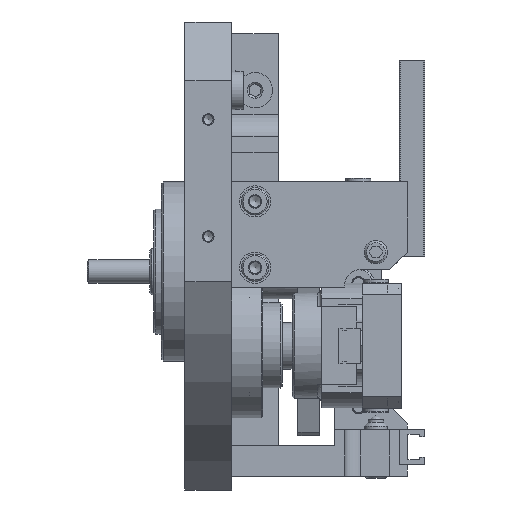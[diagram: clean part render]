
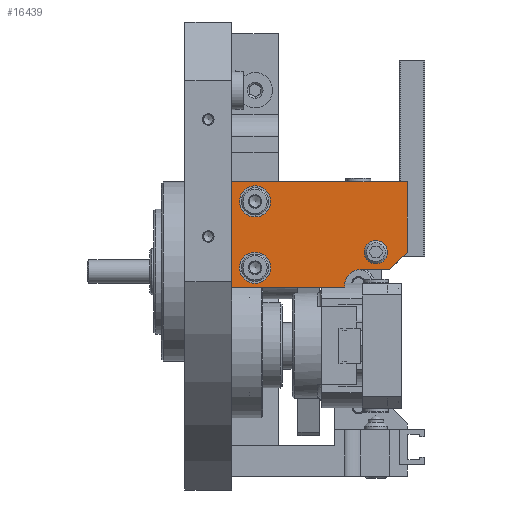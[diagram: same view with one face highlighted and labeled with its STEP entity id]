
A CAD part, front view. The second image highlights one B-rep face of the part: STEP entity #16439.
In plain terms, the highlighted face is planar.
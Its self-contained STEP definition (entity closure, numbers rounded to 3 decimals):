
#1087=PLANE('',#18965);
#1850=LINE('',#28122,#2753);
#1860=LINE('',#28150,#2763);
#1870=LINE('',#28171,#2773);
#1876=LINE('',#28195,#2779);
#1877=LINE('',#28196,#2780);
#1878=LINE('',#28197,#2781);
#1879=LINE('',#28198,#2782);
#2753=VECTOR('',#23012,1000.);
#2763=VECTOR('',#23032,1000.);
#2773=VECTOR('',#23044,1000.);
#2779=VECTOR('',#23066,1000.);
#2780=VECTOR('',#23067,1000.);
#2781=VECTOR('',#23068,1000.);
#2782=VECTOR('',#23069,1000.);
#5563=ORIENTED_EDGE('',*,*,#8320,.F.);
#5564=ORIENTED_EDGE('',*,*,#8321,.F.);
#5565=ORIENTED_EDGE('',*,*,#8322,.F.);
#5566=ORIENTED_EDGE('',*,*,#8323,.T.);
#5567=ORIENTED_EDGE('',*,*,#8324,.T.);
#5568=ORIENTED_EDGE('',*,*,#8312,.T.);
#5569=ORIENTED_EDGE('',*,*,#8325,.T.);
#5570=ORIENTED_EDGE('',*,*,#8289,.T.);
#5571=ORIENTED_EDGE('',*,*,#8326,.T.);
#5572=ORIENTED_EDGE('',*,*,#8302,.T.);
#5573=ORIENTED_EDGE('',*,*,#8327,.T.);
#8289=EDGE_CURVE('',#9991,#9990,#1850,.T.);
#8302=EDGE_CURVE('',#10004,#10002,#1860,.T.);
#8312=EDGE_CURVE('',#10009,#10013,#1870,.T.);
#8320=EDGE_CURVE('',#10019,#10019,#11236,.T.);
#8321=EDGE_CURVE('',#10020,#10020,#11237,.T.);
#8322=EDGE_CURVE('',#10021,#10021,#11238,.T.);
#8323=EDGE_CURVE('',#10022,#10023,#11239,.F.);
#8324=EDGE_CURVE('',#10023,#10009,#1876,.T.);
#8325=EDGE_CURVE('',#10013,#9991,#1877,.T.);
#8326=EDGE_CURVE('',#9990,#10004,#1878,.T.);
#8327=EDGE_CURVE('',#10002,#10022,#1879,.T.);
#9990=VERTEX_POINT('',#28121);
#9991=VERTEX_POINT('',#28123);
#10002=VERTEX_POINT('',#28148);
#10004=VERTEX_POINT('',#28151);
#10009=VERTEX_POINT('',#28162);
#10013=VERTEX_POINT('',#28170);
#10019=VERTEX_POINT('',#28187);
#10020=VERTEX_POINT('',#28189);
#10021=VERTEX_POINT('',#28191);
#10022=VERTEX_POINT('',#28193);
#10023=VERTEX_POINT('',#28194);
#11236=CIRCLE('',#18966,3.);
#11237=CIRCLE('',#18967,4.);
#11238=CIRCLE('',#18968,4.);
#11239=CIRCLE('',#18969,4.);
#12706=EDGE_LOOP('',(#5563));
#12707=EDGE_LOOP('',(#5564));
#12708=EDGE_LOOP('',(#5565));
#12709=EDGE_LOOP('',(#5566,#5567,#5568,#5569,#5570,#5571,#5572,#5573));
#14629=FACE_BOUND('',#12706,.T.);
#14630=FACE_BOUND('',#12707,.T.);
#14631=FACE_BOUND('',#12708,.T.);
#14632=FACE_BOUND('',#12709,.T.);
#16439=ADVANCED_FACE('',(#14629,#14630,#14631,#14632),#1087,.T.);
#18965=AXIS2_PLACEMENT_3D('',#28185,#23056,#23057);
#18966=AXIS2_PLACEMENT_3D('',#28186,#23058,#23059);
#18967=AXIS2_PLACEMENT_3D('',#28188,#23060,#23061);
#18968=AXIS2_PLACEMENT_3D('',#28190,#23062,#23063);
#18969=AXIS2_PLACEMENT_3D('',#28192,#23064,#23065);
#23012=DIRECTION('',(0.,-1.,0.));
#23032=DIRECTION('',(0.,1.,0.));
#23044=DIRECTION('',(0.,0.707,0.707));
#23056=DIRECTION('',(1.,0.,0.));
#23057=DIRECTION('',(0.,0.,-1.));
#23058=DIRECTION('',(1.,0.,0.));
#23059=DIRECTION('',(0.,0.,-1.));
#23060=DIRECTION('',(1.,0.,0.));
#23061=DIRECTION('',(0.,0.,-1.));
#23062=DIRECTION('',(1.,0.,0.));
#23063=DIRECTION('',(0.,0.,-1.));
#23064=DIRECTION('',(1.,0.,0.));
#23065=DIRECTION('',(0.,0.,-1.));
#23066=DIRECTION('',(0.,1.,0.));
#23067=DIRECTION('',(0.,0.,1.));
#23068=DIRECTION('',(0.,0.,-1.));
#23069=DIRECTION('',(0.,0.,1.));
#28121=CARTESIAN_POINT('',(8.,0.,13.5));
#28122=CARTESIAN_POINT('',(8.,45.,13.5));
#28123=CARTESIAN_POINT('',(8.,45.,13.5));
#28148=CARTESIAN_POINT('',(8.,29.,-13.5));
#28150=CARTESIAN_POINT('',(8.,0.,-13.5));
#28151=CARTESIAN_POINT('',(8.,0.,-13.5));
#28162=CARTESIAN_POINT('',(8.,40.5,-9.));
#28170=CARTESIAN_POINT('',(8.,45.,-4.5));
#28171=CARTESIAN_POINT('',(8.,36.,-13.5));
#28185=CARTESIAN_POINT('',(8.,0.,0.));
#28186=CARTESIAN_POINT('',(8.,37.,-4.5));
#28187=CARTESIAN_POINT('',(8.,37.,-7.5));
#28188=CARTESIAN_POINT('',(8.,6.,8.5));
#28189=CARTESIAN_POINT('',(8.,6.,4.5));
#28190=CARTESIAN_POINT('',(8.,6.,-8.5));
#28191=CARTESIAN_POINT('',(8.,6.,-12.5));
#28192=CARTESIAN_POINT('',(8.,33.,-13.));
#28193=CARTESIAN_POINT('',(8.,29.,-13.));
#28194=CARTESIAN_POINT('',(8.,33.,-9.));
#28195=CARTESIAN_POINT('',(8.,0.,-9.));
#28196=CARTESIAN_POINT('',(8.,45.,-4.5));
#28197=CARTESIAN_POINT('',(8.,0.,13.5));
#28198=CARTESIAN_POINT('',(8.,29.,0.));
